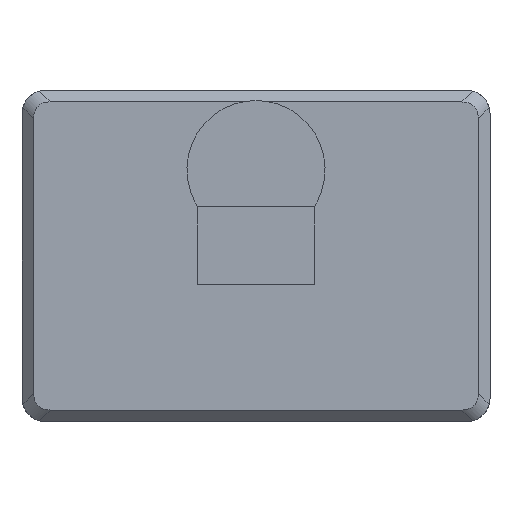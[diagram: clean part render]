
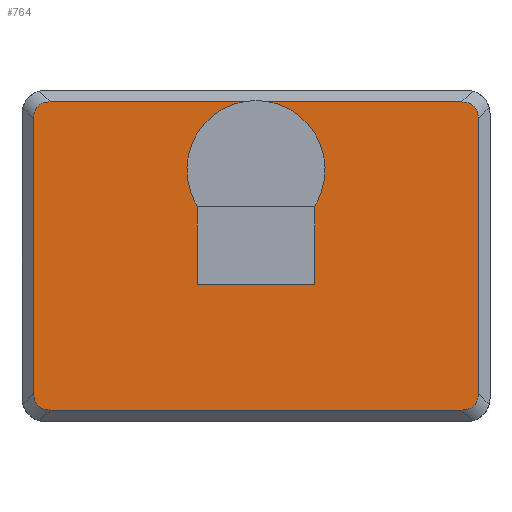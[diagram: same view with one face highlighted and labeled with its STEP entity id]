
A CAD part, top view. The second image highlights one B-rep face of the part: STEP entity #764.
In plain terms, the highlighted planar face has unit normal (0, 0, 1).
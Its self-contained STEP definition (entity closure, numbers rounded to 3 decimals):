
#17=ELLIPSE('',#838,10.392,6.);
#18=ELLIPSE('',#839,10.392,6.);
#19=ELLIPSE('',#840,10.392,6.);
#20=ELLIPSE('',#841,10.392,6.);
#40=FACE_BOUND('',#150,.T.);
#54=CIRCLE('',#836,15.325);
#100=FACE_OUTER_BOUND('',#149,.T.);
#149=EDGE_LOOP('',(#602,#603,#604,#605,#606,#607,#608,#609));
#150=EDGE_LOOP('',(#610));
#216=LINE('',#1242,#289);
#217=LINE('',#1246,#290);
#218=LINE('',#1250,#291);
#219=LINE('',#1253,#292);
#289=VECTOR('',#1004,10.);
#290=VECTOR('',#1007,10.);
#291=VECTOR('',#1010,10.);
#292=VECTOR('',#1013,10.);
#353=VERTEX_POINT('',#1234);
#354=VERTEX_POINT('',#1238);
#355=VERTEX_POINT('',#1239);
#356=VERTEX_POINT('',#1241);
#357=VERTEX_POINT('',#1243);
#358=VERTEX_POINT('',#1245);
#359=VERTEX_POINT('',#1247);
#360=VERTEX_POINT('',#1249);
#361=VERTEX_POINT('',#1251);
#442=EDGE_CURVE('',#353,#353,#54,.T.);
#443=EDGE_CURVE('',#354,#355,#17,.T.);
#444=EDGE_CURVE('',#356,#354,#216,.T.);
#445=EDGE_CURVE('',#357,#356,#18,.T.);
#446=EDGE_CURVE('',#358,#357,#217,.T.);
#447=EDGE_CURVE('',#359,#358,#19,.T.);
#448=EDGE_CURVE('',#360,#359,#218,.T.);
#449=EDGE_CURVE('',#361,#360,#20,.T.);
#450=EDGE_CURVE('',#355,#361,#219,.T.);
#602=ORIENTED_EDGE('',*,*,#443,.F.);
#603=ORIENTED_EDGE('',*,*,#444,.F.);
#604=ORIENTED_EDGE('',*,*,#445,.F.);
#605=ORIENTED_EDGE('',*,*,#446,.F.);
#606=ORIENTED_EDGE('',*,*,#447,.F.);
#607=ORIENTED_EDGE('',*,*,#448,.F.);
#608=ORIENTED_EDGE('',*,*,#449,.F.);
#609=ORIENTED_EDGE('',*,*,#450,.F.);
#610=ORIENTED_EDGE('',*,*,#442,.F.);
#728=PLANE('',#837);
#764=ADVANCED_FACE('',(#100,#40),#728,.F.);
#836=AXIS2_PLACEMENT_3D('',#1236,#998,#999);
#837=AXIS2_PLACEMENT_3D('',#1237,#1000,#1001);
#838=AXIS2_PLACEMENT_3D('',#1240,#1002,#1003);
#839=AXIS2_PLACEMENT_3D('',#1244,#1005,#1006);
#840=AXIS2_PLACEMENT_3D('',#1248,#1008,#1009);
#841=AXIS2_PLACEMENT_3D('',#1252,#1011,#1012);
#998=DIRECTION('center_axis',(0.,0.,1.));
#999=DIRECTION('ref_axis',(-1.,0.,0.));
#1000=DIRECTION('center_axis',(0.,0.,-1.));
#1001=DIRECTION('ref_axis',(-1.,0.,0.));
#1002=DIRECTION('center_axis',(0.,0.,-1.));
#1003=DIRECTION('ref_axis',(-0.707,0.707,0.));
#1004=DIRECTION('',(0.,1.,0.));
#1005=DIRECTION('center_axis',(0.,0.,-1.));
#1006=DIRECTION('ref_axis',(-0.707,-0.707,0.));
#1007=DIRECTION('',(-1.,0.,0.));
#1008=DIRECTION('center_axis',(0.,0.,-1.));
#1009=DIRECTION('ref_axis',(0.707,-0.707,0.));
#1010=DIRECTION('',(0.,-1.,0.));
#1011=DIRECTION('center_axis',(0.,0.,-1.));
#1012=DIRECTION('ref_axis',(0.707,0.707,0.));
#1013=DIRECTION('',(1.,0.,0.));
#1234=CARTESIAN_POINT('',(15.325,29.525,-55.));
#1236=CARTESIAN_POINT('Origin',(0.,29.525,-55.));
#1237=CARTESIAN_POINT('Origin',(0.,7.5,-55.));
#1238=CARTESIAN_POINT('',(-57.,42.757,-55.));
#1239=CARTESIAN_POINT('',(-52.757,47.,-55.));
#1240=CARTESIAN_POINT('Origin',(-48.515,38.515,-55.));
#1241=CARTESIAN_POINT('',(-57.,-27.757,-55.));
#1242=CARTESIAN_POINT('',(-57.,28.75,-55.));
#1243=CARTESIAN_POINT('',(-52.757,-32.,-55.));
#1244=CARTESIAN_POINT('Origin',(-48.515,-23.515,-55.));
#1245=CARTESIAN_POINT('',(52.757,-32.,-55.));
#1246=CARTESIAN_POINT('',(-30.,-32.,-55.));
#1247=CARTESIAN_POINT('',(57.,-27.757,-55.));
#1248=CARTESIAN_POINT('Origin',(48.515,-23.515,-55.));
#1249=CARTESIAN_POINT('',(57.,42.757,-55.));
#1250=CARTESIAN_POINT('',(57.,-13.75,-55.));
#1251=CARTESIAN_POINT('',(52.757,47.,-55.));
#1252=CARTESIAN_POINT('Origin',(48.515,38.515,-55.));
#1253=CARTESIAN_POINT('',(30.,47.,-55.));
